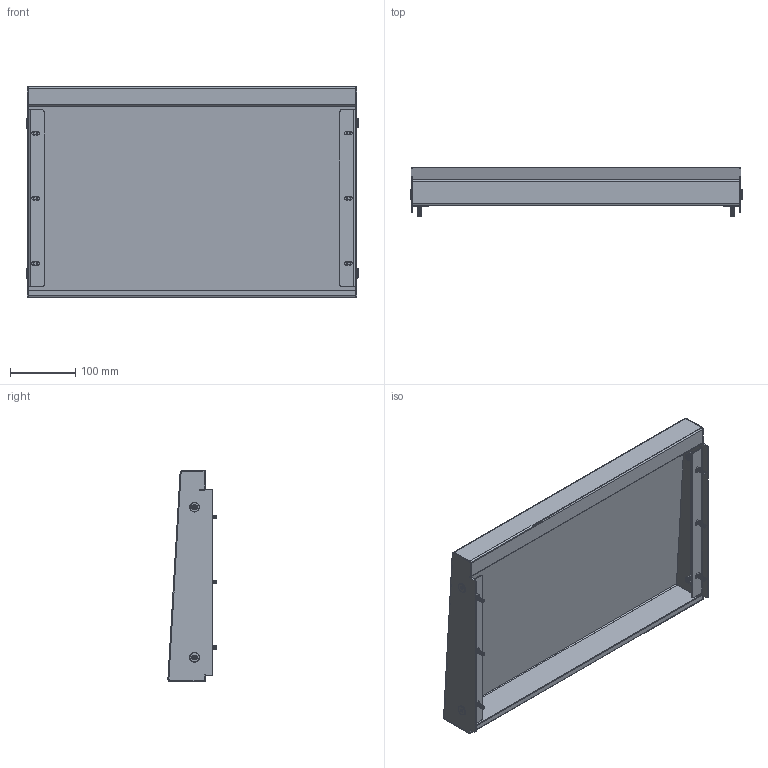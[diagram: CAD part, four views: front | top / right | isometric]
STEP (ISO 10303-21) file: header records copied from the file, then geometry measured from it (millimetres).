
FILE_DESCRIPTION (( 'STEP AP214' ), '1' );
FILE_NAME ('00.050.000.30.STEP', '2024-06-14T09:42:44', ( '' ), ( '' ), 'SwSTEP 2.0', 'SolidWorks 2021', '' );
FILE_SCHEMA (( 'AUTOMOTIVE_DESIGN' ));
Length unit declared in the file: millimetre
Products named in the file (7): Êðûøà W500D300; Âèíò Ì6õ16 ìåáåëüíûé; Çàêëåïêà ðåçüáîâàÿ Ì6 øåñòèãðàííàÿ ñ óìåíüøåííûì áîðòîì; 00.050.000.30; Âèíò DIN 967 Ì5õ16 ñ ïîëóêðóãëîé ãîëîâêîé ñ êðåñòîîáðàçíûì øëèöåì; 栺樇罻 D300; 赶鎀鍧 D300
Assembly tree (19 placements, depth 2):
  00.050.000.30
    Êðûøà W500D300
    栺樇罻 D300  x2
    赶鎀鍧 D300  x2
    Çàêëåïêà ðåçüáîâàÿ Ì6 øåñòèãðàííàÿ ñ óìåíüøåííûì áîðòîì  x4
    Âèíò DIN 967 Ì5õ16 ñ ïîëóêðóãëîé ãîëîâêîé ñ êðåñòîîáðàçíûì øëèöåì  x6
    Âèíò Ì6õ16 ìåáåëüíûé  x4
Bounding box: 510 x 74.1 x 323.91 mm (x, y, z)
Volume: 449884.6 mm3; surface area: 607566 mm2
Topology: 19 solids, 19 shells, 1066 faces, 2682 edges, 1670 vertices
Faces by surface type: cylinder 474, plane 450, cone 56, torus 44, bspline 30, sphere 12
Entity records: 13889 total; most frequent: CARTESIAN_POINT 6955, ORIENTED_EDGE 1440, DIRECTION 1325, EDGE_CURVE 720, AXIS2_PLACEMENT_3D 453, VERTEX_POINT 445, VECTOR 419, LINE 419
